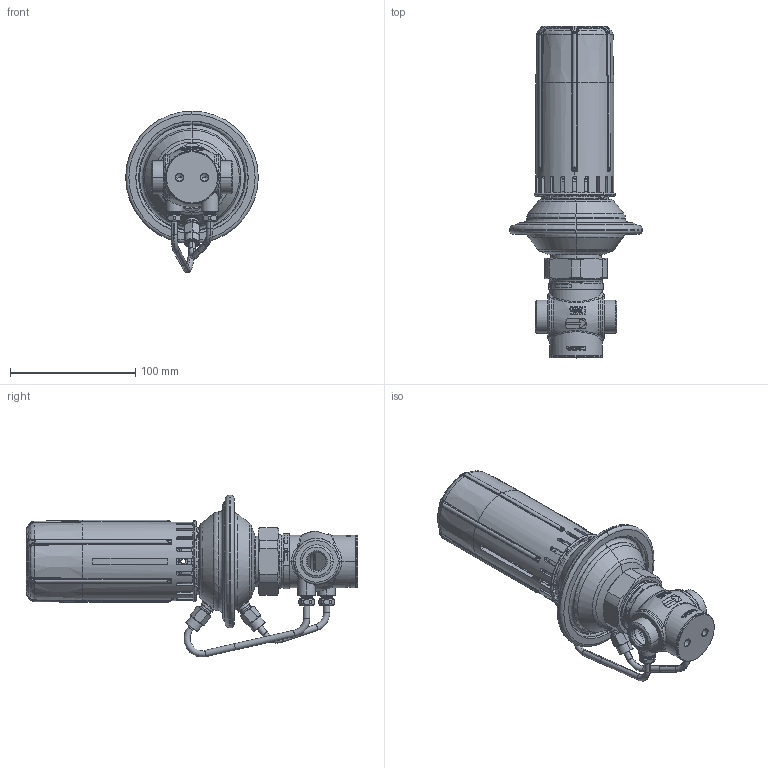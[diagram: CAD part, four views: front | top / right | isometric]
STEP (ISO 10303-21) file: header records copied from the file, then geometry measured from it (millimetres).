
FILE_DESCRIPTION((''),'2;1');
FILE_NAME('003H6593_ASM','2012-06-28T',('u258099'),('Danfoss'),'PRO/ENGINEER BY PARAMETRIC TECHNOLOGY CORPORATION, 2010370','PRO/ENGINEER BY PARAMETRIC TECHNOLOGY CORPORATION, 2010370','');
FILE_SCHEMA(('AUTOMOTIVE_DESIGN { 1 0 10303 214 1 1 1 1 }'));
Products named in the file (23): 8882982; 8882977_ASM; 8882902; 8882820; 8881022; 8880092; 8883511; 88835080_INST_ASM; 88835070_INST_ASM; 8880078; 8883513_ASM; 8880076; 8890090; 8883509_ASM; 8883546_ASM; 5191725; 8880093; 8883505; 8880097_MONTIRAN; 8883501_ASM; 8883521DN15; 8883526; 003H6593_ASM
Assembly tree (25 placements, depth 5):
  003H6593_ASM
    8882977_ASM
      8882982
    8882902
    8882820
    8881022  x2
    8883546_ASM
      88835070_INST_ASM
        88835080_INST_ASM
          8880092
          8883511
      8883509_ASM
        8883513_ASM
          8880078
          8883511
        8880076
        8890090
    5191725  x2
    8883501_ASM
      8880093
      8883505
      8880097_MONTIRAN
    8883521DN15
    8883526
Bounding box: 106 x 265.37 x 129.37 mm (x, y, z)
Volume: 276742.9 mm3; surface area: 188730.2 mm2
Topology: 18 solids, 18 shells, 2772 faces, 7204 edges, 4516 vertices
Faces by surface type: plane 1134, bspline 561, cylinder 451, cone 343, torus 267, sphere 10, extrusion 6
Entity records: 157871 total; most frequent: CARTESIAN_POINT 83265, ORIENTED_EDGE 14012, DIRECTION 10405, EDGE_CURVE 7006, VERTEX_POINT 4400, AXIS2_PLACEMENT_3D 4199, PRESENTATION_STYLE_ASSIGNMENT 3453, STYLED_ITEM 3443
